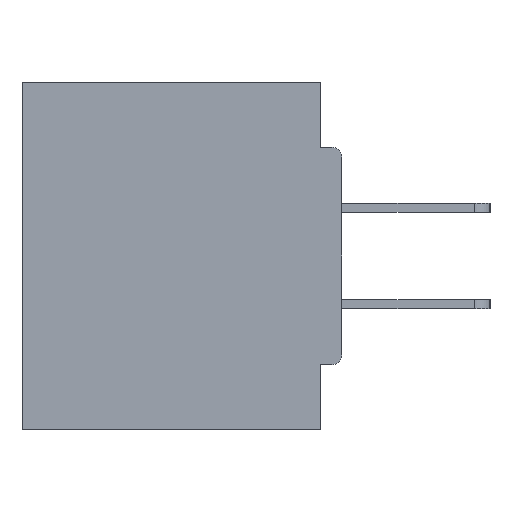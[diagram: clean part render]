
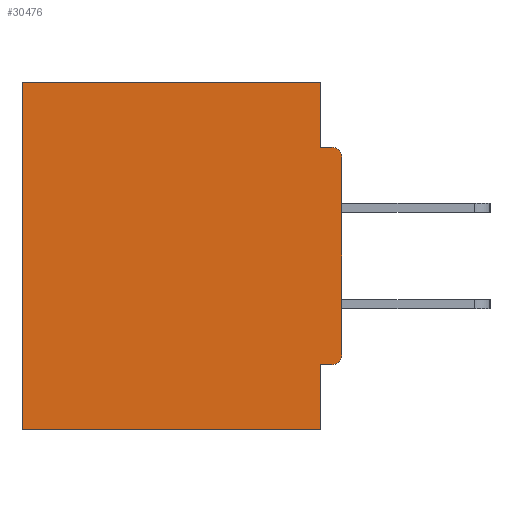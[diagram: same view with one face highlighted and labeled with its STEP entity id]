
A CAD part, left-side view. The second image highlights one B-rep face of the part: STEP entity #30476.
In plain terms, the highlighted planar face has unit normal (-1, 0, 0).
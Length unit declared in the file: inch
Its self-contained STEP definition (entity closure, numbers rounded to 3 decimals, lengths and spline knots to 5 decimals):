
#284 = AXIS2_PLACEMENT_3D ( 'NONE', #27935, #3421, #22908 ) ;
#739 = VECTOR ( 'NONE', #6788, 39.37008 ) ;
#1850 = CARTESIAN_POINT ( 'NONE',  ( 0.298, 0.031, -0.4065 ) ) ;
#2414 = FACE_OUTER_BOUND ( 'NONE', #27182, .T. ) ;
#2415 = VERTEX_POINT ( 'NONE', #15855 ) ;
#2838 = CARTESIAN_POINT ( 'NONE',  ( 0.298, 0.031, 0. ) ) ;
#3421 = DIRECTION ( 'NONE',  ( -1., 0., 0. ) ) ;
#4091 = VECTOR ( 'NONE', #15131, 39.37008 ) ;
#4119 = CARTESIAN_POINT ( 'NONE',  ( 0.298, 0.46, -0.5 ) ) ;
#4151 = LINE ( 'NONE', #22180, #34109 ) ;
#4196 = ORIENTED_EDGE ( 'NONE', *, *, #16729, .T. ) ;
#4386 = CARTESIAN_POINT ( 'NONE',  ( 0.298, 0.015, -0.4065 ) ) ;
#4816 = AXIS2_PLACEMENT_3D ( 'NONE', #20911, #6870, #15204 ) ;
#5085 = ORIENTED_EDGE ( 'NONE', *, *, #24014, .F. ) ;
#5333 = VECTOR ( 'NONE', #30641, 39.37008 ) ;
#5395 = LINE ( 'NONE', #23615, #4091 ) ;
#5982 = ORIENTED_EDGE ( 'NONE', *, *, #12198, .F. ) ;
#6438 = ORIENTED_EDGE ( 'NONE', *, *, #27773, .F. ) ;
#6788 = DIRECTION ( 'NONE',  ( 0., 0., -1. ) ) ;
#6865 = VERTEX_POINT ( 'NONE', #10663 ) ;
#6870 = DIRECTION ( 'NONE',  ( 1., 0., 0. ) ) ;
#7364 = EDGE_CURVE ( 'NONE', #6865, #26353, #8026, .T. ) ;
#7423 = VERTEX_POINT ( 'NONE', #4119 ) ;
#7534 = ORIENTED_EDGE ( 'NONE', *, *, #7364, .F. ) ;
#7773 = LINE ( 'NONE', #31198, #30420 ) ;
#8026 = LINE ( 'NONE', #31375, #739 ) ;
#8547 = VERTEX_POINT ( 'NONE', #2838 ) ;
#9128 = ORIENTED_EDGE ( 'NONE', *, *, #15670, .T. ) ;
#9389 = VECTOR ( 'NONE', #22406, 39.37008 ) ;
#10376 = CARTESIAN_POINT ( 'NONE',  ( 0.298, 0.015, -0.3915 ) ) ;
#10663 = CARTESIAN_POINT ( 'NONE',  ( 0.298, 0., -0.1085 ) ) ;
#10865 = VECTOR ( 'NONE', #34907, 39.37008 ) ;
#12184 = ORIENTED_EDGE ( 'NONE', *, *, #15638, .T. ) ;
#12198 = EDGE_CURVE ( 'NONE', #8547, #24825, #30989, .T. ) ;
#12515 = ORIENTED_EDGE ( 'NONE', *, *, #33435, .F. ) ;
#14050 = LINE ( 'NONE', #27803, #9389 ) ;
#14680 = LINE ( 'NONE', #32020, #10865 ) ;
#14972 = PLANE ( 'NONE',  #4816 ) ;
#15131 = DIRECTION ( 'NONE',  ( 0., 0., -1. ) ) ;
#15204 = DIRECTION ( 'NONE',  ( 0., 0., -1. ) ) ;
#15329 = CARTESIAN_POINT ( 'NONE',  ( 0.298, 0.031, -0.5 ) ) ;
#15638 = EDGE_CURVE ( 'NONE', #6865, #2415, #30425, .T. ) ;
#15670 = EDGE_CURVE ( 'NONE', #29066, #7423, #20982, .T. ) ;
#15855 = CARTESIAN_POINT ( 'NONE',  ( 0.298, 0.015, -0.0935 ) ) ;
#16729 = EDGE_CURVE ( 'NONE', #18407, #26353, #19227, .T. ) ;
#17186 = CARTESIAN_POINT ( 'NONE',  ( 0.298, 0.031, -0.0935 ) ) ;
#18407 = VERTEX_POINT ( 'NONE', #4386 ) ;
#19216 = VERTEX_POINT ( 'NONE', #15329 ) ;
#19227 = CIRCLE ( 'NONE', #31245, 0.015 ) ;
#19583 = ORIENTED_EDGE ( 'NONE', *, *, #21074, .F. ) ;
#20621 = CARTESIAN_POINT ( 'NONE',  ( 0.298, 0., -0.3915 ) ) ;
#20911 = CARTESIAN_POINT ( 'NONE',  ( 0.298, 0., 0. ) ) ;
#20982 = LINE ( 'NONE', #33340, #32125 ) ;
#21074 = EDGE_CURVE ( 'NONE', #19216, #7423, #7773, .T. ) ;
#21318 = DIRECTION ( 'NONE',  ( -1., 0., 0. ) ) ;
#22180 = CARTESIAN_POINT ( 'NONE',  ( 0.298, 0., 0. ) ) ;
#22406 = DIRECTION ( 'NONE',  ( 0., 1., 0. ) ) ;
#22908 = DIRECTION ( 'NONE',  ( 0., 0., -1. ) ) ;
#23615 = CARTESIAN_POINT ( 'NONE',  ( 0.298, 0.031, -0.5 ) ) ;
#23664 = CARTESIAN_POINT ( 'NONE',  ( 0.298, 0.46, 0. ) ) ;
#23882 = ORIENTED_EDGE ( 'NONE', *, *, #34657, .T. ) ;
#24014 = EDGE_CURVE ( 'NONE', #26496, #19216, #5395, .T. ) ;
#24825 = VERTEX_POINT ( 'NONE', #17186 ) ;
#25334 = DIRECTION ( 'NONE',  ( 0., 0., -1. ) ) ;
#25405 = CARTESIAN_POINT ( 'NONE',  ( 0.298, 0.031, -0.5 ) ) ;
#25844 = DIRECTION ( 'NONE',  ( 0., 1., 0. ) ) ;
#26353 = VERTEX_POINT ( 'NONE', #20621 ) ;
#26496 = VERTEX_POINT ( 'NONE', #1850 ) ;
#27182 = EDGE_LOOP ( 'NONE', ( #12184, #6438, #5982, #23882, #9128, #19583, #5085, #12515, #4196, #7534 ) ) ;
#27773 = EDGE_CURVE ( 'NONE', #24825, #2415, #14680, .T. ) ;
#27803 = CARTESIAN_POINT ( 'NONE',  ( 0.298, 0., -0.4065 ) ) ;
#27935 = CARTESIAN_POINT ( 'NONE',  ( 0.298, 0.015, -0.1085 ) ) ;
#29066 = VERTEX_POINT ( 'NONE', #23664 ) ;
#30420 = VECTOR ( 'NONE', #25844, 39.37008 ) ;
#30425 = CIRCLE ( 'NONE', #284, 0.015 ) ;
#30476 = ADVANCED_FACE ( 'NONE', ( #2414 ), #14972, .F. ) ;
#30641 = DIRECTION ( 'NONE',  ( 0., 0., -1. ) ) ;
#30989 = LINE ( 'NONE', #25405, #5333 ) ;
#31198 = CARTESIAN_POINT ( 'NONE',  ( 0.298, 0., -0.5 ) ) ;
#31245 = AXIS2_PLACEMENT_3D ( 'NONE', #10376, #21318, #34768 ) ;
#31375 = CARTESIAN_POINT ( 'NONE',  ( 0.298, 0., 0. ) ) ;
#32020 = CARTESIAN_POINT ( 'NONE',  ( 0.298, 0., -0.0935 ) ) ;
#32125 = VECTOR ( 'NONE', #25334, 39.37008 ) ;
#32980 = DIRECTION ( 'NONE',  ( 0., 1., 0. ) ) ;
#33340 = CARTESIAN_POINT ( 'NONE',  ( 0.298, 0.46, 0. ) ) ;
#33435 = EDGE_CURVE ( 'NONE', #18407, #26496, #14050, .T. ) ;
#34109 = VECTOR ( 'NONE', #32980, 39.37008 ) ;
#34657 = EDGE_CURVE ( 'NONE', #8547, #29066, #4151, .T. ) ;
#34768 = DIRECTION ( 'NONE',  ( 0., 0., -1. ) ) ;
#34907 = DIRECTION ( 'NONE',  ( 0., -1., 0. ) ) ;
